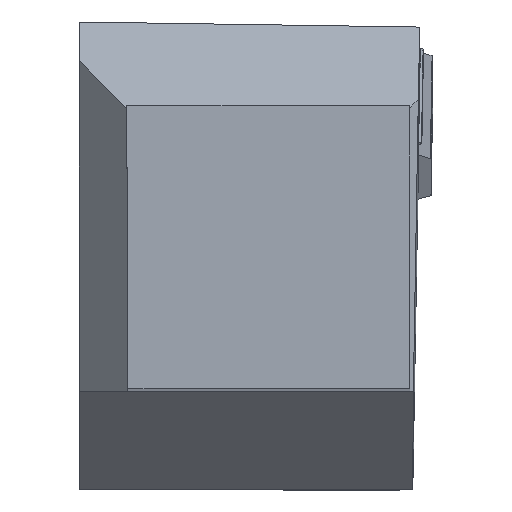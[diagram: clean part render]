
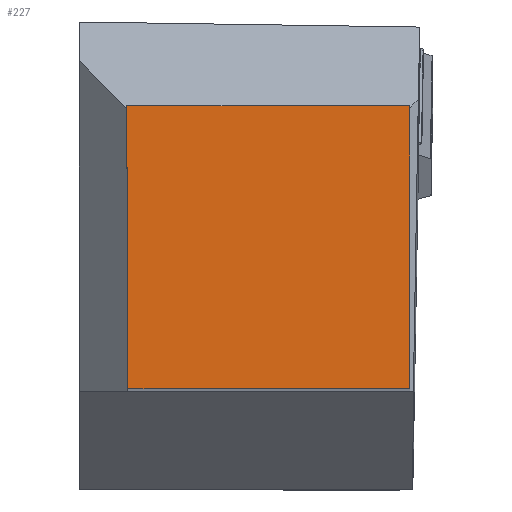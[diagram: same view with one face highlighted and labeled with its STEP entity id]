
A CAD part, top view. The second image highlights one B-rep face of the part: STEP entity #227.
In plain terms, the highlighted planar face has unit normal (0, 0, 1).
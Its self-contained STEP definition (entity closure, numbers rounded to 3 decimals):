
#159=PLANE('',#1545);
#227=ADVANCED_FACE('BLANK_BOXF006',(#308),#159,.F.);
#308=FACE_OUTER_BOUND('',#381,.T.);
#381=EDGE_LOOP('',(#716,#717,#718,#719));
#716=ORIENTED_EDGE('',*,*,#1068,.T.);
#717=ORIENTED_EDGE('',*,*,#1069,.T.);
#718=ORIENTED_EDGE('',*,*,#1070,.T.);
#719=ORIENTED_EDGE('',*,*,#1071,.T.);
#896=VERTEX_POINT('',#2456);
#897=VERTEX_POINT('',#2457);
#898=VERTEX_POINT('',#2459);
#899=VERTEX_POINT('',#2461);
#1068=EDGE_CURVE('',#896,#897,#1213,.T.);
#1069=EDGE_CURVE('',#897,#898,#1214,.T.);
#1070=EDGE_CURVE('',#898,#899,#1215,.T.);
#1071=EDGE_CURVE('',#899,#896,#1216,.T.);
#1213=LINE('',#2455,#1358);
#1214=LINE('',#2458,#1359);
#1215=LINE('',#2460,#1360);
#1216=LINE('',#2462,#1361);
#1358=VECTOR('',#1880,1.);
#1359=VECTOR('',#1881,1.);
#1360=VECTOR('',#1882,1.);
#1361=VECTOR('',#1883,1.);
#1545=AXIS2_PLACEMENT_3D('',#2463,#1884,#1885);
#1880=DIRECTION('',(0.,1.,0.));
#1881=DIRECTION('',(-1.,0.,0.));
#1882=DIRECTION('',(0.004,-1.,0.));
#1883=DIRECTION('',(1.,0.,0.));
#1884=DIRECTION('',(0.,0.,-1.));
#1885=DIRECTION('',(0.,-1.,0.));
#2455=CARTESIAN_POINT('',(11.875,-81.35,0.));
#2456=CARTESIAN_POINT('',(11.875,0.,0.));
#2457=CARTESIAN_POINT('',(11.875,11.875,0.));
#2458=CARTESIAN_POINT('',(81.35,11.875,0.));
#2459=CARTESIAN_POINT('',(0.,11.875,0.));
#2460=CARTESIAN_POINT('',(-0.303,81.349,0.));
#2461=CARTESIAN_POINT('',(0.052,0.,0.));
#2462=CARTESIAN_POINT('',(-81.35,0.,0.));
#2463=CARTESIAN_POINT('',(24.725,-4.125,0.));
